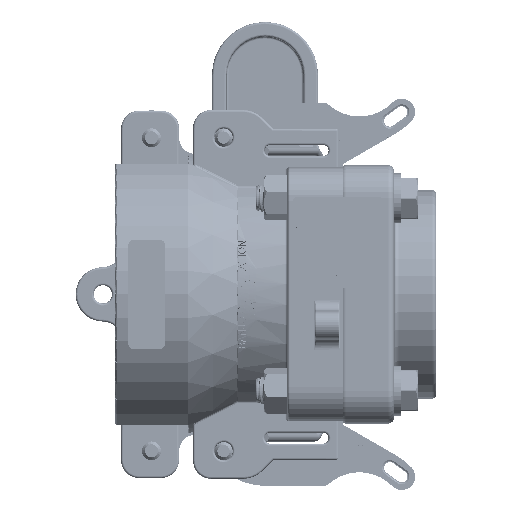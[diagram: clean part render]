
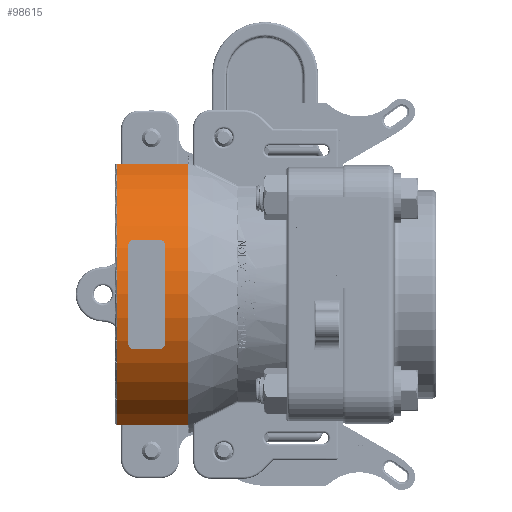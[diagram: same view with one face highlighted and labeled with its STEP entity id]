
A CAD part, front view. The second image highlights one B-rep face of the part: STEP entity #98615.
In plain terms, the highlighted cylindrical face has radius 49.276 mm (diameter 98.552 mm), a partial arc.
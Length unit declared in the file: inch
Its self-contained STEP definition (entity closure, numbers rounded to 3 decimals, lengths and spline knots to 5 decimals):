
#5398=CYLINDRICAL_SURFACE('',#105371,1.94);
#6566=LINE('',#173410,#15679);
#6568=LINE('',#173416,#15681);
#15679=VECTOR('',#112804,0.3937);
#15681=VECTOR('',#112810,0.3937);
#24724=FACE_OUTER_BOUND('',#30567,.T.);
#30567=EDGE_LOOP('',(#69263,#69264,#69265,#69266));
#36712=CIRCLE('',#105268,1.94);
#36772=CIRCLE('',#105359,1.94);
#42996=VERTEX_POINT('',#172693);
#42997=VERTEX_POINT('',#172702);
#43082=VERTEX_POINT('',#173406);
#43084=VERTEX_POINT('',#173415);
#53078=EDGE_CURVE('',#42997,#42996,#36712,.T.);
#53202=EDGE_CURVE('',#42997,#43082,#6566,.T.);
#53205=EDGE_CURVE('',#43084,#42996,#6568,.T.);
#53211=EDGE_CURVE('',#43082,#43084,#36772,.T.);
#69263=ORIENTED_EDGE('',*,*,#53205,.F.);
#69264=ORIENTED_EDGE('',*,*,#53211,.F.);
#69265=ORIENTED_EDGE('',*,*,#53202,.F.);
#69266=ORIENTED_EDGE('',*,*,#53078,.T.);
#98615=ADVANCED_FACE('',(#24724),#5398,.T.);
#105268=AXIS2_PLACEMENT_3D('',#172703,#112592,#112593);
#105359=AXIS2_PLACEMENT_3D('',#173439,#112820,#112821);
#105371=AXIS2_PLACEMENT_3D('',#173512,#112850,#112851);
#112592=DIRECTION('center_axis',(1.,0.,0.));
#112593=DIRECTION('ref_axis',(0.,0.,-1.));
#112804=DIRECTION('',(1.,0.,0.));
#112810=DIRECTION('',(-1.,0.,0.));
#112820=DIRECTION('center_axis',(1.,0.,0.));
#112821=DIRECTION('ref_axis',(0.,-1.,0.));
#112850=DIRECTION('center_axis',(1.,0.,0.));
#112851=DIRECTION('ref_axis',(0.,-0.358,0.934));
#172693=CARTESIAN_POINT('',(2.182,-0.73639,-1.79481));
#172702=CARTESIAN_POINT('',(2.182,-0.73639,1.79481));
#172703=CARTESIAN_POINT('Origin',(2.182,0.,0.));
#173406=CARTESIAN_POINT('',(3.152,-0.73639,1.79481));
#173410=CARTESIAN_POINT('',(2.182,-0.73639,1.79481));
#173415=CARTESIAN_POINT('',(3.152,-0.73639,-1.79481));
#173416=CARTESIAN_POINT('',(2.182,-0.73639,-1.79481));
#173439=CARTESIAN_POINT('Origin',(3.152,0.,0.));
#173512=CARTESIAN_POINT('Origin',(2.182,0.,0.));
